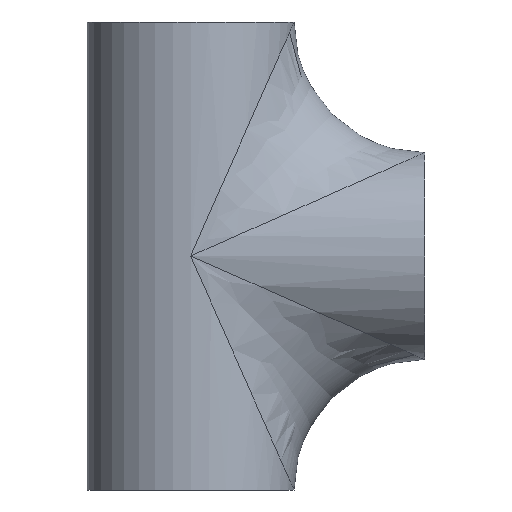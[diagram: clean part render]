
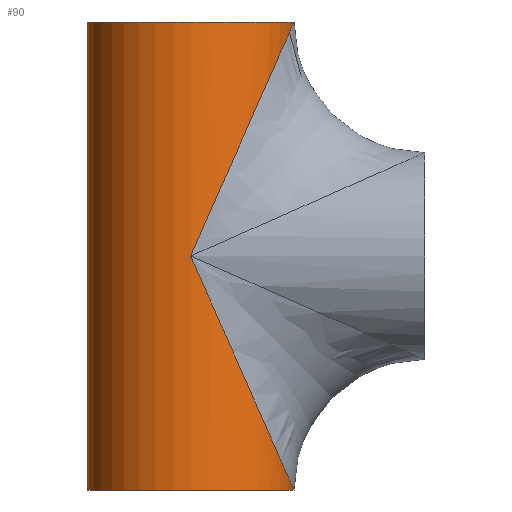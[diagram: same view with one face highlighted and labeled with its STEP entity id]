
A CAD part, front view. The second image highlights one B-rep face of the part: STEP entity #90.
In plain terms, the highlighted cylindrical face has radius 21.2 mm (diameter 42.4 mm), a partial arc.
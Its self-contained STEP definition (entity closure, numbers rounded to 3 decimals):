
#33 = VECTOR ( 'NONE', #472, 1000. ) ;
#79 = ORIENTED_EDGE ( 'NONE', *, *, #616, .T. ) ;
#83 = ORIENTED_EDGE ( 'NONE', *, *, #882, .T. ) ;
#90 = ADVANCED_FACE ( 'NONE', ( #375 ), #205, .T. ) ;
#104 = DIRECTION ( 'NONE',  ( 0., 0., 1. ) ) ;
#196 = DIRECTION ( 'NONE',  ( 0., 0., 1. ) ) ;
#205 = CYLINDRICAL_SURFACE ( 'NONE', #600, 21.2 ) ;
#219 = AXIS2_PLACEMENT_3D ( 'NONE', #232, #104, #829 ) ;
#232 = CARTESIAN_POINT ( 'NONE',  ( 0., 0., -48. ) ) ;
#234 = CARTESIAN_POINT ( 'NONE',  ( -21.2, 0., -48. ) ) ;
#277 = ORIENTED_EDGE ( 'NONE', *, *, #314, .T. ) ;
#300 =( BOUNDED_CURVE ( )  B_SPLINE_CURVE ( 3, ( #624, #1057, #529, #521 ),
 .UNSPECIFIED., .F., .F. ) 
 B_SPLINE_CURVE_WITH_KNOTS ( ( 4, 4 ),
 ( 3.142, 4.712 ),
 .UNSPECIFIED. ) 
 CURVE ( )  GEOMETRIC_REPRESENTATION_ITEM ( )  RATIONAL_B_SPLINE_CURVE ( ( 1., 0.805, 0.805, 1. ) ) 
 REPRESENTATION_ITEM ( '' )  );
#314 = EDGE_CURVE ( 'NONE', #1115, #382, #1060, .T. ) ;
#340 = CARTESIAN_POINT ( 'NONE',  ( 12.419, -21.2, 28.118 ) ) ;
#359 = CIRCLE ( 'NONE', #797, 21.2 ) ;
#375 = FACE_OUTER_BOUND ( 'NONE', #520, .T. ) ;
#382 = VERTEX_POINT ( 'NONE', #234 ) ;
#404 = CIRCLE ( 'NONE', #219, 21.2 ) ;
#458 = CARTESIAN_POINT ( 'NONE',  ( 0., 0., 48. ) ) ;
#472 = DIRECTION ( 'NONE',  ( 0., 0., -1. ) ) ;
#520 = EDGE_LOOP ( 'NONE', ( #597, #277, #83, #79, #706 ) ) ;
#521 = CARTESIAN_POINT ( 'NONE',  ( 0., -21.2, 0. ) ) ;
#529 = CARTESIAN_POINT ( 'NONE',  ( 12.419, -21.2, -28.118 ) ) ;
#545 = VERTEX_POINT ( 'NONE', #565 ) ;
#556 = VERTEX_POINT ( 'NONE', #1085 ) ;
#565 = CARTESIAN_POINT ( 'NONE',  ( 21.2, 0., -48. ) ) ;
#592 = EDGE_CURVE ( 'NONE', #700, #556, #673, .T. ) ;
#597 = ORIENTED_EDGE ( 'NONE', *, *, #915, .F. ) ;
#600 = AXIS2_PLACEMENT_3D ( 'NONE', #897, #635, #812 ) ;
#616 = EDGE_CURVE ( 'NONE', #545, #700, #300, .T. ) ;
#624 = CARTESIAN_POINT ( 'NONE',  ( 21.2, 0., -48. ) ) ;
#625 = DIRECTION ( 'NONE',  ( 1., 0., 0. ) ) ;
#635 = DIRECTION ( 'NONE',  ( 0., 0., -1. ) ) ;
#640 = CARTESIAN_POINT ( 'NONE',  ( -21.2, 0., 48. ) ) ;
#673 =( BOUNDED_CURVE ( )  B_SPLINE_CURVE ( 3, ( #743, #340, #678, #1034 ),
 .UNSPECIFIED., .F., .F. ) 
 B_SPLINE_CURVE_WITH_KNOTS ( ( 4, 4 ),
 ( 1.571, 3.142 ),
 .UNSPECIFIED. ) 
 CURVE ( )  GEOMETRIC_REPRESENTATION_ITEM ( )  RATIONAL_B_SPLINE_CURVE ( ( 1., 0.805, 0.805, 1. ) ) 
 REPRESENTATION_ITEM ( '' )  );
#678 = CARTESIAN_POINT ( 'NONE',  ( 21.2, -12.419, 48. ) ) ;
#700 = VERTEX_POINT ( 'NONE', #985 ) ;
#706 = ORIENTED_EDGE ( 'NONE', *, *, #592, .T. ) ;
#743 = CARTESIAN_POINT ( 'NONE',  ( 0., -21.2, 0. ) ) ;
#797 = AXIS2_PLACEMENT_3D ( 'NONE', #458, #196, #625 ) ;
#812 = DIRECTION ( 'NONE',  ( -1., 0., 0. ) ) ;
#829 = DIRECTION ( 'NONE',  ( 1., 0., 0. ) ) ;
#882 = EDGE_CURVE ( 'NONE', #382, #545, #404, .T. ) ;
#897 = CARTESIAN_POINT ( 'NONE',  ( 0., 0., 48. ) ) ;
#915 = EDGE_CURVE ( 'NONE', #1115, #556, #359, .T. ) ;
#973 = CARTESIAN_POINT ( 'NONE',  ( -21.2, 0., 48. ) ) ;
#985 = CARTESIAN_POINT ( 'NONE',  ( 0., -21.2, 0. ) ) ;
#1034 = CARTESIAN_POINT ( 'NONE',  ( 21.2, 0., 48. ) ) ;
#1057 = CARTESIAN_POINT ( 'NONE',  ( 21.2, -12.419, -48. ) ) ;
#1060 = LINE ( 'NONE', #973, #33 ) ;
#1085 = CARTESIAN_POINT ( 'NONE',  ( 21.2, 0., 48. ) ) ;
#1115 = VERTEX_POINT ( 'NONE', #640 ) ;
